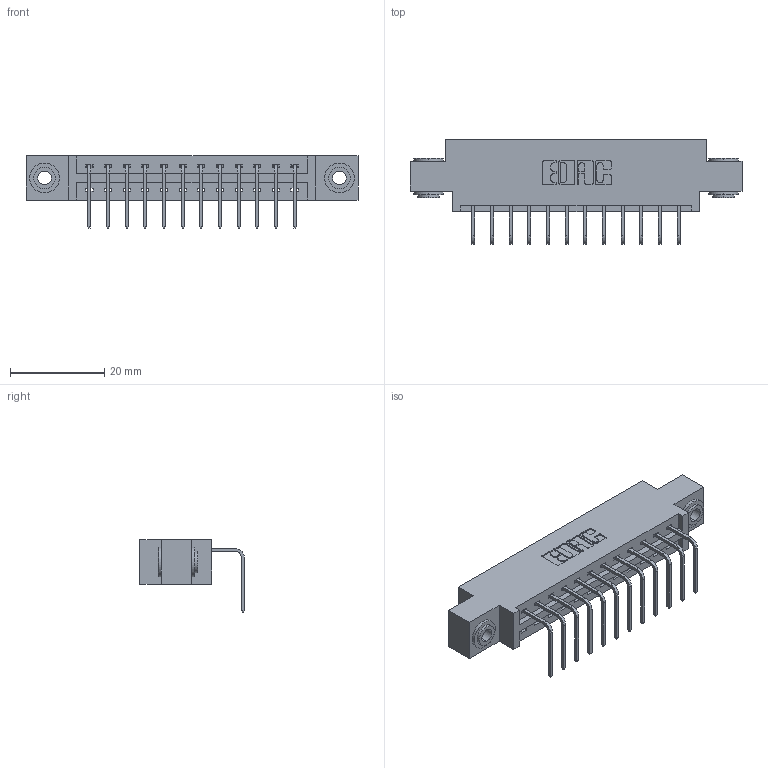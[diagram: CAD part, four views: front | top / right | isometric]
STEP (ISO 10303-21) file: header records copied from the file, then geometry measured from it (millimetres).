
FILE_DESCRIPTION (( 'STEP AP203' ), '1' );
FILE_NAME ('387-012-558-603.STEP', '2018-09-10T23:10:58', ( '' ), ( '' ), 'SwSTEP 2.0', 'SolidWorks 2016', '' );
FILE_SCHEMA (( 'CONFIG_CONTROL_DESIGN' ));
Length unit declared in the file: inch
Products named in the file (4): 337 Part_0.170 Offset - 0.156 Dia-TH; 345-292-001_558 Tail - 2; 345-250-002_345-250-002-102; 387-012-558-603
Assembly tree (15 placements, depth 2):
  387-012-558-603
    337 Part_0.170 Offset - 0.156 Dia-TH
    345-292-001_558 Tail - 2  x12
    345-250-002_345-250-002-102  x2
Bounding box: 70.56 x 22.17 x 15.37 mm (x, y, z)
Volume: 6900.1 mm3; surface area: 7538.5 mm2
Topology: 15 solids, 15 shells, 924 faces, 2727 edges, 1798 vertices
Faces by surface type: plane 660, cylinder 256, cone 8
Entity records: 13666 total; most frequent: CARTESIAN_POINT 2357, ORIENTED_EDGE 2298, DIRECTION 2079, EDGE_CURVE 1149, VECTOR 997, LINE 997, VERTEX_POINT 762, AXIS2_PLACEMENT_3D 541
